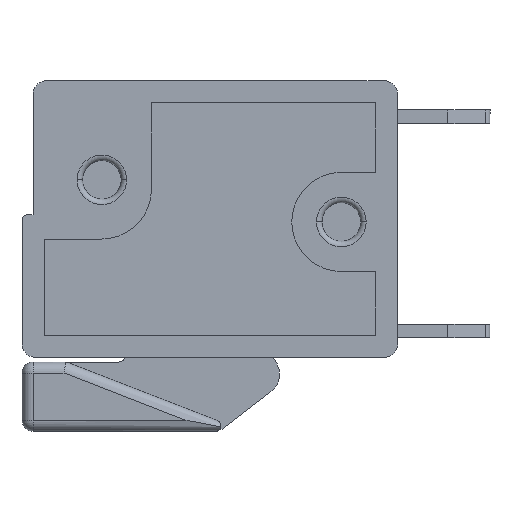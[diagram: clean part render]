
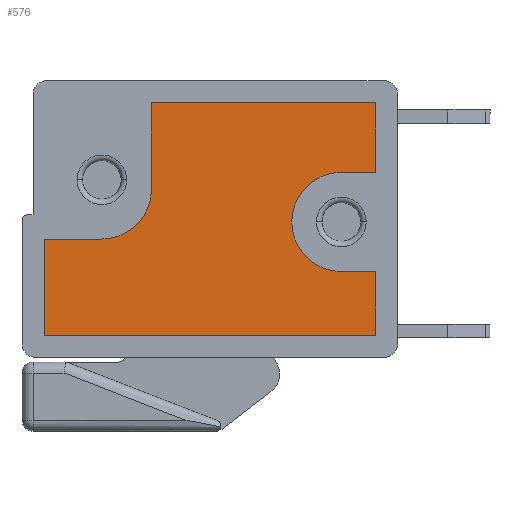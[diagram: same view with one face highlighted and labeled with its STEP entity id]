
A CAD part, left-side view. The second image highlights one B-rep face of the part: STEP entity #576.
In plain terms, the highlighted face is planar.
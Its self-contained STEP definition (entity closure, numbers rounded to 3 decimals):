
#31 = EDGE_CURVE ( 'NONE', #277, #6134, #2921, .T. ) ;
#69 = CARTESIAN_POINT ( 'NONE',  ( -3.925, 0.725, -5.02 ) ) ;
#173 = VECTOR ( 'NONE', #7516, 1000. ) ;
#247 = CARTESIAN_POINT ( 'NONE',  ( -3.925, -1.075, -5.02 ) ) ;
#267 = EDGE_CURVE ( 'NONE', #1501, #6333, #7433, .T. ) ;
#277 = VERTEX_POINT ( 'NONE', #7844 ) ;
#411 = VECTOR ( 'NONE', #6473, 1000. ) ;
#548 = VECTOR ( 'NONE', #4144, 1000. ) ;
#576 = ADVANCED_FACE ( 'NONE', ( #3932 ), #6456, .T. ) ;
#646 = AXIS2_PLACEMENT_3D ( 'NONE', #778, #3303, #5825 ) ;
#778 = CARTESIAN_POINT ( 'NONE',  ( -3.925, -1.075, -5.02 ) ) ;
#793 = VERTEX_POINT ( 'NONE', #3239 ) ;
#798 = LINE ( 'NONE', #3323, #5981 ) ;
#902 = AXIS2_PLACEMENT_3D ( 'NONE', #4063, #6588, #909 ) ;
#908 = EDGE_CURVE ( 'NONE', #6220, #793, #5296, .T. ) ;
#909 = DIRECTION ( 'NONE',  ( -1., 0., 0. ) ) ;
#926 = EDGE_CURVE ( 'NONE', #6134, #5634, #6723, .T. ) ;
#949 = CARTESIAN_POINT ( 'NONE',  ( 6.025, 4.225, -5.02 ) ) ;
#1167 = CARTESIAN_POINT ( 'NONE',  ( 6.025, -1.695, -5.02 ) ) ;
#1178 = ORIENTED_EDGE ( 'NONE', *, *, #31, .T. ) ;
#1293 = EDGE_CURVE ( 'NONE', #1693, #2476, #798, .T. ) ;
#1331 = CARTESIAN_POINT ( 'NONE',  ( 4.775, -1.695, -5.02 ) ) ;
#1416 = LINE ( 'NONE', #3942, #411 ) ;
#1478 = ORIENTED_EDGE ( 'NONE', *, *, #4373, .T. ) ;
#1501 = VERTEX_POINT ( 'NONE', #1779 ) ;
#1608 = CARTESIAN_POINT ( 'NONE',  ( -6.025, 4.225, -5.02 ) ) ;
#1663 = EDGE_CURVE ( 'NONE', #2896, #6981, #1416, .T. ) ;
#1693 = VERTEX_POINT ( 'NONE', #7135 ) ;
#1722 = DIRECTION ( 'NONE',  ( -1., 0., 0. ) ) ;
#1779 = CARTESIAN_POINT ( 'NONE',  ( -2.125, -1.075, -5.02 ) ) ;
#1860 = AXIS2_PLACEMENT_3D ( 'NONE', #2940, #5460, #8023 ) ;
#2022 = ORIENTED_EDGE ( 'NONE', *, *, #5913, .T. ) ;
#2053 = CARTESIAN_POINT ( 'NONE',  ( -2.125, -4.225, -5.02 ) ) ;
#2140 = DIRECTION ( 'NONE',  ( -1., 0., 0. ) ) ;
#2438 = LINE ( 'NONE', #4970, #173 ) ;
#2476 = VERTEX_POINT ( 'NONE', #7155 ) ;
#2586 = DIRECTION ( 'NONE',  ( -1., 0., 0. ) ) ;
#2602 = EDGE_CURVE ( 'NONE', #5634, #5588, #2438, .T. ) ;
#2610 = VECTOR ( 'NONE', #2140, 1000. ) ;
#2706 = LINE ( 'NONE', #5234, #5729 ) ;
#2767 = DIRECTION ( 'NONE',  ( 0., 0., 1. ) ) ;
#2786 = AXIS2_PLACEMENT_3D ( 'NONE', #247, #2767, #5295 ) ;
#2896 = VERTEX_POINT ( 'NONE', #949 ) ;
#2920 = CARTESIAN_POINT ( 'NONE',  ( 6.025, -4.225, -5.02 ) ) ;
#2921 = CIRCLE ( 'NONE', #1860, 1.8 ) ;
#2940 = CARTESIAN_POINT ( 'NONE',  ( 4.775, 0.105, -5.02 ) ) ;
#3239 = CARTESIAN_POINT ( 'NONE',  ( -2.125, -4.225, -5.02 ) ) ;
#3303 = DIRECTION ( 'NONE',  ( 0., 0., -1. ) ) ;
#3323 = CARTESIAN_POINT ( 'NONE',  ( -6.025, 0.725, -5.02 ) ) ;
#3740 = EDGE_CURVE ( 'NONE', #2476, #2896, #7299, .T. ) ;
#3918 = ORIENTED_EDGE ( 'NONE', *, *, #908, .T. ) ;
#3932 = FACE_OUTER_BOUND ( 'NONE', #7186, .T. ) ;
#3942 = CARTESIAN_POINT ( 'NONE',  ( 6.025, 4.225, -5.02 ) ) ;
#4063 = CARTESIAN_POINT ( 'NONE',  ( 4.775, 0.105, -5.02 ) ) ;
#4132 = ORIENTED_EDGE ( 'NONE', *, *, #926, .T. ) ;
#4144 = DIRECTION ( 'NONE',  ( 1., 0., 0. ) ) ;
#4373 = EDGE_CURVE ( 'NONE', #5588, #6220, #2706, .T. ) ;
#4586 = DIRECTION ( 'NONE',  ( 0., 1., 0. ) ) ;
#4879 = LINE ( 'NONE', #7420, #5691 ) ;
#4962 = ORIENTED_EDGE ( 'NONE', *, *, #3740, .T. ) ;
#4970 = CARTESIAN_POINT ( 'NONE',  ( 4.775, -1.695, -5.02 ) ) ;
#5234 = CARTESIAN_POINT ( 'NONE',  ( 6.025, -1.695, -5.02 ) ) ;
#5295 = DIRECTION ( 'NONE',  ( -1., 0., 0. ) ) ;
#5296 = LINE ( 'NONE', #7845, #2610 ) ;
#5460 = DIRECTION ( 'NONE',  ( 0., 0., 1. ) ) ;
#5514 = ORIENTED_EDGE ( 'NONE', *, *, #1293, .T. ) ;
#5588 = VERTEX_POINT ( 'NONE', #1167 ) ;
#5634 = VERTEX_POINT ( 'NONE', #1331 ) ;
#5691 = VECTOR ( 'NONE', #1722, 1000. ) ;
#5729 = VECTOR ( 'NONE', #7787, 1000. ) ;
#5738 = LINE ( 'NONE', #69, #7069 ) ;
#5825 = DIRECTION ( 'NONE',  ( -1., 0., 0. ) ) ;
#5846 = DIRECTION ( 'NONE',  ( 0., 1., 0. ) ) ;
#5913 = EDGE_CURVE ( 'NONE', #6981, #277, #4879, .T. ) ;
#5940 = ORIENTED_EDGE ( 'NONE', *, *, #7608, .T. ) ;
#5981 = VECTOR ( 'NONE', #5846, 1000. ) ;
#6134 = VERTEX_POINT ( 'NONE', #7159 ) ;
#6140 = VECTOR ( 'NONE', #4586, 1000. ) ;
#6186 = ORIENTED_EDGE ( 'NONE', *, *, #2602, .T. ) ;
#6220 = VERTEX_POINT ( 'NONE', #2920 ) ;
#6333 = VERTEX_POINT ( 'NONE', #8124 ) ;
#6456 = PLANE ( 'NONE',  #646 ) ;
#6471 = EDGE_CURVE ( 'NONE', #6333, #1693, #5738, .T. ) ;
#6473 = DIRECTION ( 'NONE',  ( 0., -1., 0. ) ) ;
#6588 = DIRECTION ( 'NONE',  ( 0., 0., 1. ) ) ;
#6723 = CIRCLE ( 'NONE', #902, 1.8 ) ;
#6981 = VERTEX_POINT ( 'NONE', #7272 ) ;
#7026 = ORIENTED_EDGE ( 'NONE', *, *, #6471, .T. ) ;
#7069 = VECTOR ( 'NONE', #2586, 1000. ) ;
#7135 = CARTESIAN_POINT ( 'NONE',  ( -6.025, 0.725, -5.02 ) ) ;
#7155 = CARTESIAN_POINT ( 'NONE',  ( -6.025, 4.225, -5.02 ) ) ;
#7159 = CARTESIAN_POINT ( 'NONE',  ( 2.975, 0.105, -5.02 ) ) ;
#7186 = EDGE_LOOP ( 'NONE', ( #7875, #7026, #5514, #4962, #7673, #2022, #1178, #4132, #6186, #1478, #3918, #5940 ) ) ;
#7272 = CARTESIAN_POINT ( 'NONE',  ( 6.025, 1.905, -5.02 ) ) ;
#7299 = LINE ( 'NONE', #1608, #548 ) ;
#7420 = CARTESIAN_POINT ( 'NONE',  ( 6.025, 1.905, -5.02 ) ) ;
#7433 = CIRCLE ( 'NONE', #2786, 1.8 ) ;
#7516 = DIRECTION ( 'NONE',  ( 1., 0., 0. ) ) ;
#7608 = EDGE_CURVE ( 'NONE', #793, #1501, #7760, .T. ) ;
#7673 = ORIENTED_EDGE ( 'NONE', *, *, #1663, .T. ) ;
#7760 = LINE ( 'NONE', #2053, #6140 ) ;
#7787 = DIRECTION ( 'NONE',  ( 0., -1., 0. ) ) ;
#7844 = CARTESIAN_POINT ( 'NONE',  ( 4.775, 1.905, -5.02 ) ) ;
#7845 = CARTESIAN_POINT ( 'NONE',  ( 6.025, -4.225, -5.02 ) ) ;
#7875 = ORIENTED_EDGE ( 'NONE', *, *, #267, .T. ) ;
#8023 = DIRECTION ( 'NONE',  ( -1., 0., 0. ) ) ;
#8124 = CARTESIAN_POINT ( 'NONE',  ( -3.925, 0.725, -5.02 ) ) ;
